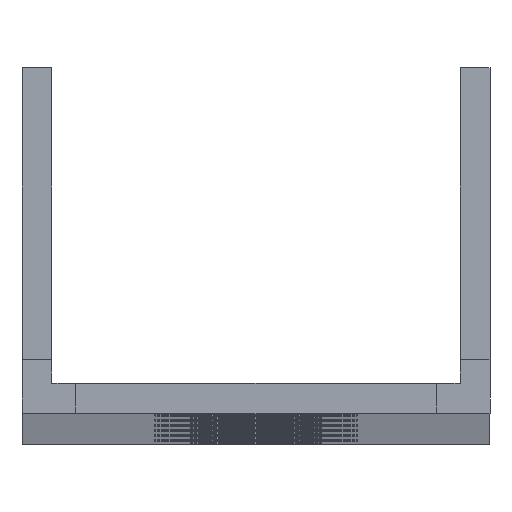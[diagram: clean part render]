
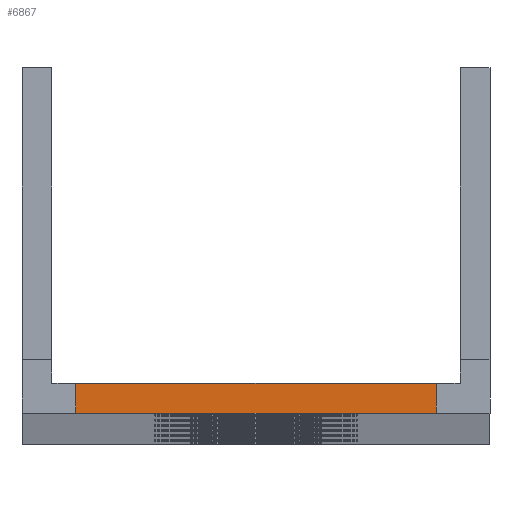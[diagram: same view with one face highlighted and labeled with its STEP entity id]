
A CAD part, top view. The second image highlights one B-rep face of the part: STEP entity #6867.
In plain terms, the highlighted planar face has unit normal (0, 0, 1).
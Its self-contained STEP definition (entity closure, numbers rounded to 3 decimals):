
#922=FACE_OUTER_BOUND('',#1540,.T.);
#1540=EDGE_LOOP('',(#5178,#5179,#5180,#5181));
#1855=LINE('',#9918,#2403);
#1975=LINE('',#10659,#2523);
#2089=LINE('',#11184,#2637);
#2090=LINE('',#11186,#2638);
#2403=VECTOR('',#7927,10.);
#2523=VECTOR('',#8555,10.);
#2637=VECTOR('',#8975,10.);
#2638=VECTOR('',#8978,10.);
#2951=VERTEX_POINT('',#9915);
#2952=VERTEX_POINT('',#9917);
#3318=VERTEX_POINT('',#10656);
#3319=VERTEX_POINT('',#10658);
#3583=EDGE_CURVE('',#2951,#2952,#1855,.T.);
#3953=EDGE_CURVE('',#3319,#3318,#1975,.T.);
#4217=EDGE_CURVE('',#3318,#2952,#2089,.T.);
#4218=EDGE_CURVE('',#2951,#3319,#2090,.T.);
#5178=ORIENTED_EDGE('',*,*,#4217,.T.);
#5179=ORIENTED_EDGE('',*,*,#3583,.F.);
#5180=ORIENTED_EDGE('',*,*,#4218,.T.);
#5181=ORIENTED_EDGE('',*,*,#3953,.T.);
#6430=PLANE('',#7608);
#6867=ADVANCED_FACE('',(#922),#6430,.F.);
#7608=AXIS2_PLACEMENT_3D('',#11185,#8976,#8977);
#7927=DIRECTION('',(-1.,0.,0.));
#8555=DIRECTION('',(-1.,0.,0.));
#8975=DIRECTION('',(0.,-1.,0.));
#8976=DIRECTION('center_axis',(0.,0.,
-1.));
#8977=DIRECTION('ref_axis',(-1.,0.,0.));
#8978=DIRECTION('',(0.,1.,0.));
#9915=CARTESIAN_POINT('',(-29.365,0.,0.));
#9917=CARTESIAN_POINT('',(-59.635,0.,0.));
#9918=CARTESIAN_POINT('',(0.,0.,0.));
#10656=CARTESIAN_POINT('',(-59.635,2.5,0.));
#10658=CARTESIAN_POINT('',(-29.365,2.5,0.));
#10659=CARTESIAN_POINT('',(0.,2.5,0.));
#11184=CARTESIAN_POINT('',(-59.635,1.25,0.));
#11185=CARTESIAN_POINT('Origin',(-20.615,4.5,0.));
#11186=CARTESIAN_POINT('',(-29.365,1.25,0.));
